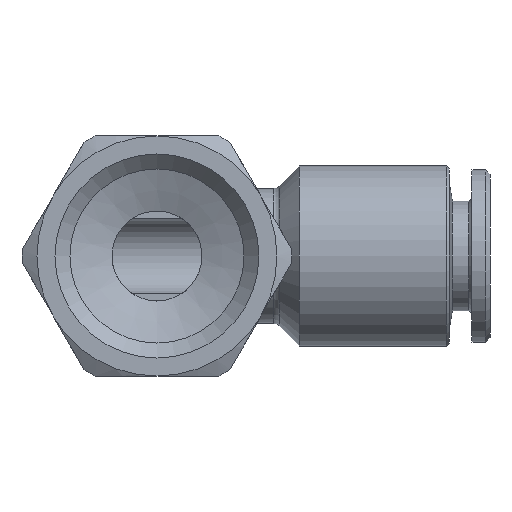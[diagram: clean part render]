
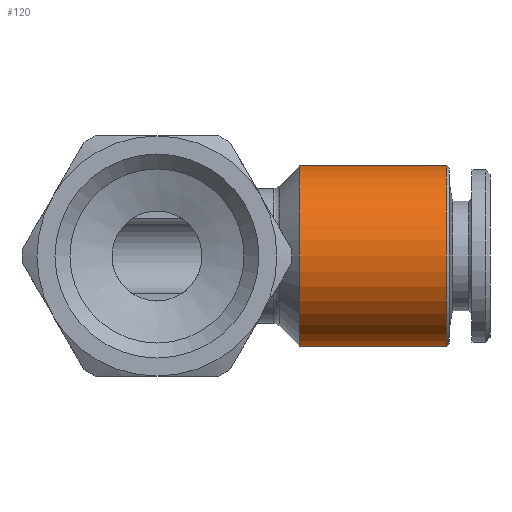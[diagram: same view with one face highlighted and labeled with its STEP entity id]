
A CAD part, front view. The second image highlights one B-rep face of the part: STEP entity #120.
In plain terms, the highlighted cylindrical face has radius 6 mm (diameter 12 mm), a full revolution.
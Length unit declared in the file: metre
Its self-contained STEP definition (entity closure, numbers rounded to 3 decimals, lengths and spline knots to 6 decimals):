
#120 = ADVANCED_FACE( 'NONE', ( #280, #281 ), #282, .T. );
#280 = FACE_OUTER_BOUND( '', #750, .T. );
#281 = FACE_OUTER_BOUND( '', #751, .T. );
#282 = CYLINDRICAL_SURFACE( '', #752, 0.006 );
#750 = EDGE_LOOP( '', ( #1079 ) );
#751 = EDGE_LOOP( '', ( #1080 ) );
#752 = AXIS2_PLACEMENT_3D( '', #1081, #1082, #1083 );
#1079 = ORIENTED_EDGE( '', *, *, #1496, .T. );
#1080 = ORIENTED_EDGE( '', *, *, #1497, .T. );
#1081 = CARTESIAN_POINT( '', ( -0.001137, 0., 0. ) );
#1082 = DIRECTION( '', ( 1., 0., 0. ) );
#1083 = DIRECTION( '', ( 0., 0., 1. ) );
#1496 = EDGE_CURVE( 'NONE', #1722, #1722, #1723, .T. );
#1497 = EDGE_CURVE( 'NONE', #1724, #1724, #1725, .T. );
#1722 = VERTEX_POINT( '', #2333 );
#1723 = CIRCLE( '', #2334, 0.006 );
#1724 = VERTEX_POINT( '', #2335 );
#1725 = CIRCLE( '', #2336, 0.006 );
#2333 = CARTESIAN_POINT( '', ( 0.0095, 0., -0.006 ) );
#2334 = AXIS2_PLACEMENT_3D( '', #2749, #2750, #2751 );
#2335 = CARTESIAN_POINT( '', ( 0.0193, 0., 0.006 ) );
#2336 = AXIS2_PLACEMENT_3D( '', #2752, #2753, #2754 );
#2749 = CARTESIAN_POINT( '', ( 0.0095, 0., 0. ) );
#2750 = DIRECTION( '', ( 1., 0., 0. ) );
#2751 = DIRECTION( '', ( 0., 0., -1. ) );
#2752 = CARTESIAN_POINT( '', ( 0.0193, 0., 0. ) );
#2753 = DIRECTION( '', ( -1., 0., 0. ) );
#2754 = DIRECTION( '', ( 0., 0., 1. ) );
